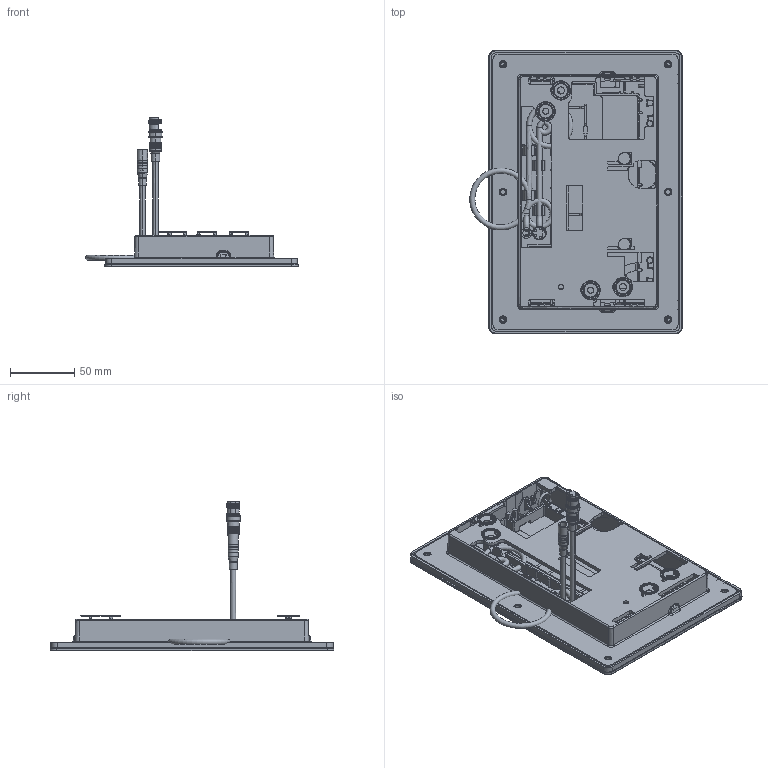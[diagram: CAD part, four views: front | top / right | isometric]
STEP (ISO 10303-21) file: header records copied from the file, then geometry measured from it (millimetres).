
FILE_DESCRIPTION((''),'2;1');
FILE_NAME('CAD_PLANER_20210212_1_ASM','2021-02-12T',('mschlueter'),('NET'),'CREO PARAMETRIC BY PTC INC, 2018360','CREO PARAMETRIC BY PTC INC, 2018360','');
FILE_SCHEMA(('CONFIG_CONTROL_DESIGN'));
Products named in the file (8): SP850_071_00; SP850_023_10; SP850_070_00; SP850_074_01; SP850_074_02; SP850_074_00_ASM; SP850_075_99; CAD_PLANER_20210212_1_ASM
Assembly tree (7 placements, depth 3):
  CAD_PLANER_20210212_1_ASM
    SP850_071_00
    SP850_023_10
    SP850_070_00
    SP850_074_00_ASM
      SP850_074_01
      SP850_074_02
    SP850_075_99
Bounding box: 164.77 x 220 x 115.8 mm (x, y, z)
Surface area: 236646.9 mm2 (no closed solid volume)
Topology: 0 solids, 0 shells, 4457 faces, 23802 edges, 23636 vertices
Faces by surface type: bspline 4220, torus 212, sphere 25
Entity records: 411304 total; most frequent: CARTESIAN_POINT 167796, DIRECTION 30678, TRIMMED_CURVE 28378, VECTOR 26586, LINE 26586, DEFINITIONAL_REPRESENTATION 23446, PCURVE 23446, COMPOSITE_CURVE_SEGMENT 23446
